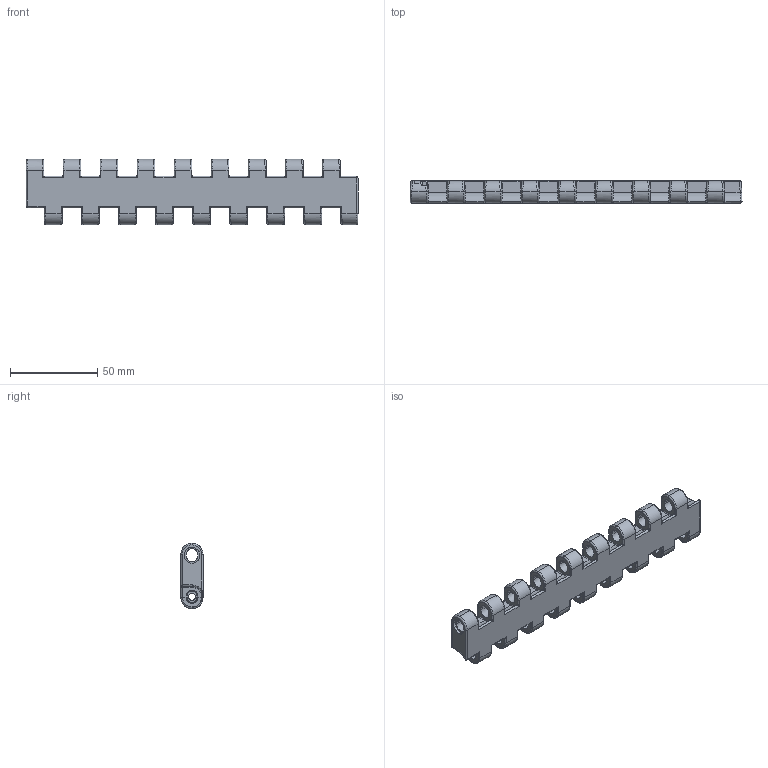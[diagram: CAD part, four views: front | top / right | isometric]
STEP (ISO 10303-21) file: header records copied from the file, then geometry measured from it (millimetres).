
FILE_DESCRIPTION (( 'STEP AP214' ), '1' );
FILE_NAME ('LF9255MC0224.2.STEP', '2021-03-12T08:18:25', ( '' ), ( '' ), 'SwSTEP 2.0', 'SolidWorks 2019', '' );
FILE_SCHEMA (( 'AUTOMOTIVE_DESIGN' ));
Products named in the file (1): LF9255MC0224.2
Bounding box: 190.37 x 12.7 x 37.5 mm (x, y, z)
Volume: 39965 mm3; surface area: 24063.9 mm2
Topology: 1 solids, 1 shells, 1418 faces, 3567 edges, 2016 vertices
Faces by surface type: bspline 591, cylinder 513, plane 245, torus 63, cone 3, sphere 3
Entity records: 62529 total; most frequent: CARTESIAN_POINT 35301, ORIENTED_EDGE 6906, DIRECTION 4265, EDGE_CURVE 3453, VERTEX_POINT 2016, AXIS2_PLACEMENT_3D 1626, EDGE_LOOP 1433, FACE_OUTER_BOUND 1418
